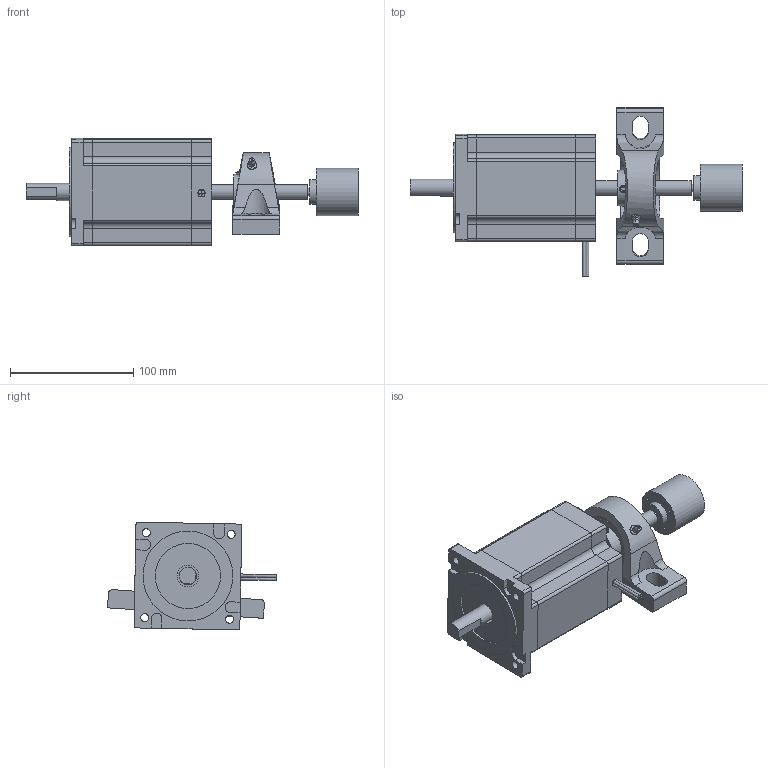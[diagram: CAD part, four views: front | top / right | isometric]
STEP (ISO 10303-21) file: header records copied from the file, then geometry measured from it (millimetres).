
FILE_DESCRIPTION(/* description */ (''),/* implementation_level */ '2;1');
FILE_NAME(/* name */ 'TMP_Wellenverlängerung_Encoder.step',/* time_stamp */ '2023-04-20T16:21:20+02:00',/* author */ ('MVM1'),/* organization */ (''),/* preprocessor_version */ 'ST-DEVELOPER v19',/* originating_system */ 'Autodesk Inventor 2023',/* authorisation */ '');
FILE_SCHEMA (('AUTOMOTIVE_DESIGN { 1 0 10303 214 3 1 1 }'));
Length unit declared in the file: millimetre
Products named in the file (11): TMP_Wellenverlängerung_Encoder; Wellenverlängerung; SH08608760; SH08608760-Body; SH08608760-bottom; SH08608760-Flansch; SH08608760-Welle; Encoder_LPD3806-600BM-G5-24C; 03774335; 03774335_01; 03774335_02
Assembly tree (10 placements, depth 3):
  TMP_Wellenverlängerung_Encoder
    Wellenverlängerung
    SH08608760
      SH08608760-Body
      SH08608760-bottom
      SH08608760-Flansch
      SH08608760-Welle
    Encoder_LPD3806-600BM-G5-24C
    03774335
      03774335_01
      03774335_02
Bounding box: 269.83 x 137.43 x 87.54 mm (x, y, z)
Volume: 853746.9 mm3; surface area: 140613.9 mm2
Topology: 8 solids, 8 shells, 427 faces, 1207 edges, 774 vertices
Faces by surface type: plane 150, cylinder 136, torus 56, sphere 50, cone 35
Full cylindrical faces by diameter (mm): 2.459 x7, 4.917 x1, 6 x3, 6.5 x4, 6.53 x1, 6.965 x1, 12 x1, 14 x1, 16 x1, 17.5 x3, 20 x1, 38.33 x1, 53 x1, 73 x1
Entity records: 18372 total; most frequent: CARTESIAN_POINT 6777, ORIENTED_EDGE 2376, DIRECTION 2251, EDGE_CURVE 1188, AXIS2_PLACEMENT_3D 904, VERTEX_POINT 774, EDGE_LOOP 502, CIRCLE 445
